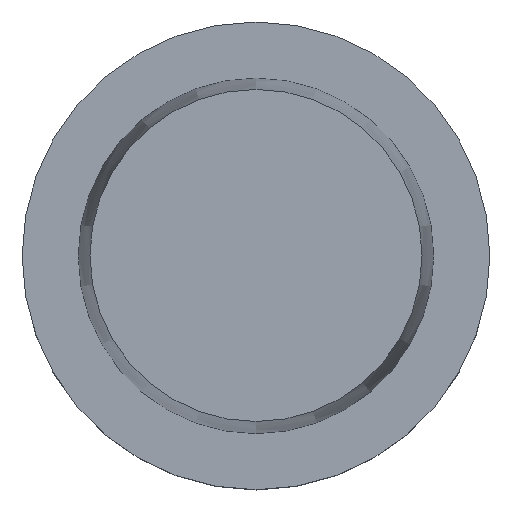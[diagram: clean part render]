
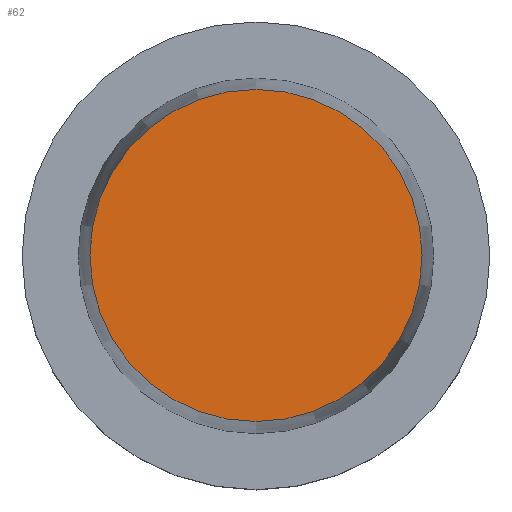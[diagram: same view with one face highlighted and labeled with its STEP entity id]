
A CAD part, top view. The second image highlights one B-rep face of the part: STEP entity #62.
In plain terms, the highlighted planar face has unit normal (0, 0, 1).
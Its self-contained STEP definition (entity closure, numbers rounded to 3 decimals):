
#62=ADVANCED_FACE('Unnamed[1]',(#162),#163,.T.);
#110=EDGE_CURVE('Unnamed[1]',#238,#238,#239,.T.);
#162=FACE_OUTER_BOUND('',#297,.T.);
#163=PLANE('',#298);
#238=VERTEX_POINT('',#392);
#239=CIRCLE('',#393,35.5);
#297=EDGE_LOOP('',(#452));
#298=AXIS2_PLACEMENT_3D('',#453,#454,#455);
#392=CARTESIAN_POINT('',(0.,35.5,50.0));
#393=AXIS2_PLACEMENT_3D('',#539,#540,#541);
#452=ORIENTED_EDGE('',*,*,#110,.F.);
#453=CARTESIAN_POINT('',(0.,17.75,50.0));
#454=DIRECTION('',(0.,0.,1.0));
#455=DIRECTION('',(0.,-1.0,0.));
#539=CARTESIAN_POINT('',(0.,0.,50.0));
#540=DIRECTION('',(0.,0.,-1.0));
#541=DIRECTION('',(0.,1.0,0.));
